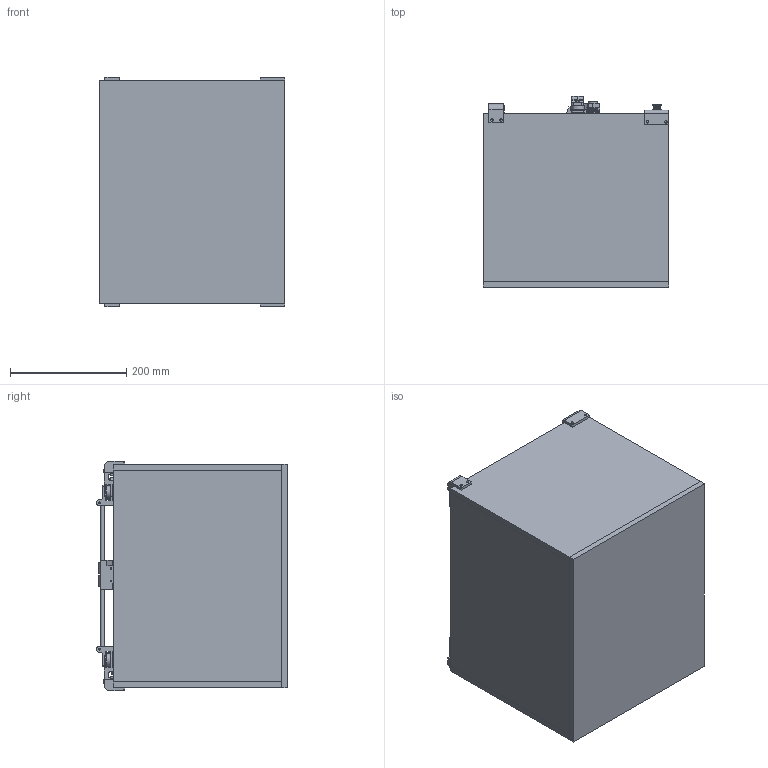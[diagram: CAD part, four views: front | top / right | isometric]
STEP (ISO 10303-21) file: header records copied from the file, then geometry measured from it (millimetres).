
FILE_DESCRIPTION(/* description */ (''),/* implementation_level */ '2;1');
FILE_NAME(/* name */ 'smartrapcore_with_E3D_V6.stp',/* time_stamp */ '2015-07-17T14:17:21+08:00',/* author */ ('eefred'),/* organization */ (''),/* preprocessor_version */ 'ST-DEVELOPER v15.6',/* originating_system */ 'Autodesk Inventor 2015',/* authorisation */ '');
FILE_SCHEMA (('AUTOMOTIVE_DESIGN { 1 0 10303 214 3 1 1 }'));
Length unit declared in the file: millimetre
Products named in the file (33): bottom_wall; side_wall; rear_wall; XYmotor_left; XYmotor_right; XYbearings_left; XYbearings_right; 6mm_rod_265; Yslide_left; Yslide_right; head; LM6UU; jhead_adaptor; jhead_attach; NEMA_17_39mm; gt2-20t-6-5; Zbottom; 8mm_rod_260; Ztop; Zslide; LM8UU; 608ZZ; ramps_support; extruder_mk8_bottom; extruder_mk8_top; bed support; glass clip; spoolholder46; fixalim; rubber cushion; glass; E3D_V6_1.75mm_Universal_HotEnd_Mockup; smartrapcore
Bounding box: 320.1 x 329 x 395 mm (x, y, z)
Volume: 5175103.1 mm3; surface area: 1335761.1 mm2
Topology: 66 solids, 66 shells, 1746 faces, 4477 edges, 2954 vertices
Faces by surface type: plane 1139, cylinder 469, bspline 129, cone 9
Full cylindrical faces by diameter (mm): 0.4 x1, 1.55 x1, 2 x1, 2.6 x22, 2.7 x10, 2.8 x25, 3 x3, 3.2 x20, 3.3 x3, 4 x16, 4.2 x10, 5 x11, 6 x16, 8 x25, 8.2 x12, 9 x2, 9.5 x1, 10 x23, 10.5 x1, 11 x1, 11.5 x1, 12 x12, 12.5 x1, 13 x1, 13.5 x1, 14 x1, 15 x8, 16 x10, 18.6 x1, 22 x14
Entity records: 40762 total; most frequent: CARTESIAN_POINT 8686, ORIENTED_EDGE 6322, DIRECTION 6080, EDGE_CURVE 3161, VERTEX_POINT 2221, LINE 2154, VECTOR 2154, AXIS2_PLACEMENT_3D 1963
